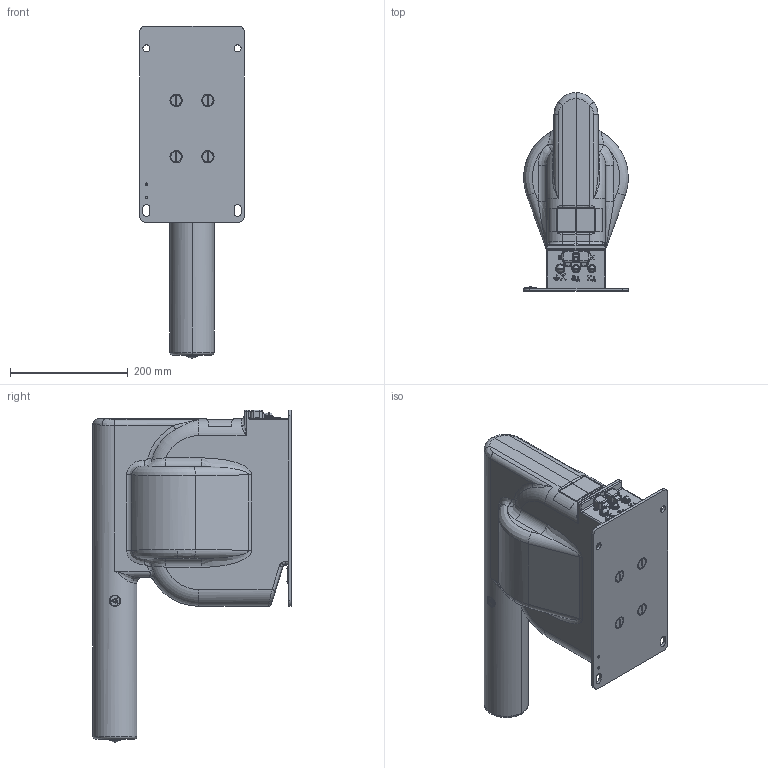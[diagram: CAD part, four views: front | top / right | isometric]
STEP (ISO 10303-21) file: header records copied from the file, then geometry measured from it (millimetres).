
FILE_DESCRIPTION (( 'STEP AP203' ), '1' );
FILE_NAME ('峭嗡.01先.565-20.STEP', '2017-01-26T10:16:54', ( '' ), ( '' ), 'SwSTEP 2.0', 'SolidWorks 2010', '' );
FILE_SCHEMA (( 'CONFIG_CONTROL_DESIGN' ));
Length unit declared in the file: millimetre
Products named in the file (1): е恂.01珂.565-20
Bounding box: 178 x 337.5 x 565 mm (x, y, z)
Surface area: 494337.9 mm2 (no closed solid volume)
Topology: 0 solids, 35 shells, 501 faces, 1536 edges, 1044 vertices
Faces by surface type: plane 185, cylinder 127, bspline 99, cone 48, sphere 24, torus 18
Entity records: 22105 total; most frequent: CARTESIAN_POINT 9249, DIRECTION 2585, ORIENTED_EDGE 2505, EDGE_CURVE 1530, VERTEX_POINT 1044, AXIS2_PLACEMENT_3D 957, VECTOR 671, LINE 671
